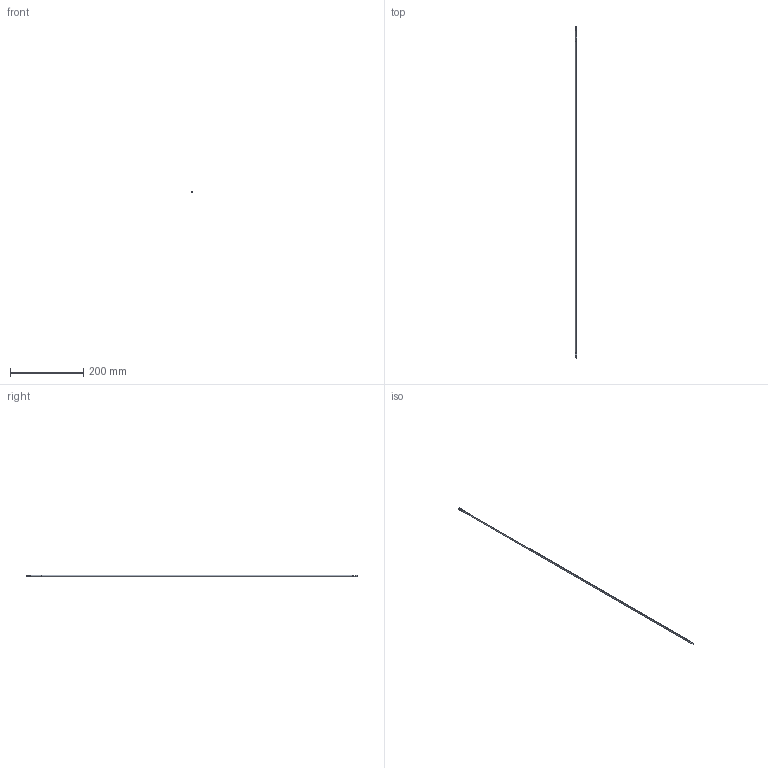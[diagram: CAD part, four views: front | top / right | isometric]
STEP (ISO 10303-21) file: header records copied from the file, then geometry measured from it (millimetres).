
FILE_DESCRIPTION (( 'STEP AP214' ), '1' );
FILE_NAME ('1745-01.STEP', '2014-11-03T13:36:57', ( '' ), ( '' ), 'SwSTEP 2.0', 'SolidWorks 2014', '' );
FILE_SCHEMA (( 'AUTOMOTIVE_DESIGN' ));
Length unit declared in the file: millimetre
Products named in the file (1): 1745-01
Bounding box: 4.5 x 906 x 4.5 mm (x, y, z)
Volume: 11273.3 mm3; surface area: 11393.2 mm2
Topology: 1 solids, 1 shells, 18 faces, 39 edges, 26 vertices
Faces by surface type: plane 12, cylinder 4, cone 2
Entity records: 533 total; most frequent: DIRECTION 93, CARTESIAN_POINT 84, ORIENTED_EDGE 78, EDGE_CURVE 39, AXIS2_PLACEMENT_3D 35, VERTEX_POINT 26, LINE 23, VECTOR 23
